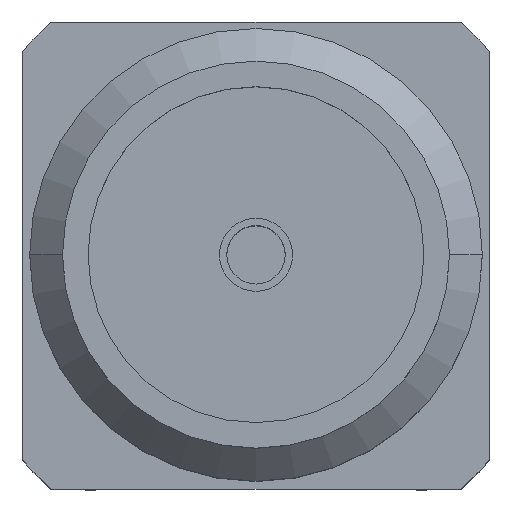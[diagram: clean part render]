
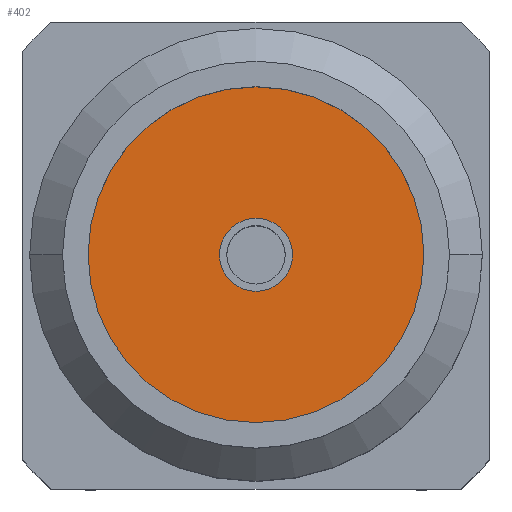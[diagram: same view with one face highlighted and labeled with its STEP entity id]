
A CAD part, top view. The second image highlights one B-rep face of the part: STEP entity #402.
In plain terms, the highlighted planar face has unit normal (0, 0, 1).
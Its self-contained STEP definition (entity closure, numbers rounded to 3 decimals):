
#248=CARTESIAN_POINT('',(2.3,0.,8.3));
#249=VERTEX_POINT('',#248);
#258=CARTESIAN_POINT('',(-2.3,0.,8.3));
#259=VERTEX_POINT('',#258);
#260=CARTESIAN_POINT('',(0.,0.,8.3));
#261=DIRECTION('',(0.0,0.0,1.0));
#262=DIRECTION('',(1.0,0.0,0.0));
#263=AXIS2_PLACEMENT_3D('',#260,#261,#262);
#264=CIRCLE('',#263,2.3);
#265=EDGE_CURVE('',#259,#249,#264,.T.);
#292=CARTESIAN_POINT('',(0.5,0.,8.3));
#293=VERTEX_POINT('',#292);
#309=CARTESIAN_POINT('',(-0.5,0.,8.3));
#310=VERTEX_POINT('',#309);
#317=CARTESIAN_POINT('',(0.,0.,8.3));
#318=DIRECTION('',(0.0,0.0,-1.0));
#319=DIRECTION('',(1.0,0.0,0.0));
#320=AXIS2_PLACEMENT_3D('',#317,#318,#319);
#321=CIRCLE('',#320,0.5);
#322=EDGE_CURVE('',#293,#310,#321,.T.);
#333=CARTESIAN_POINT('',(0.,0.,8.3));
#334=DIRECTION('',(0.0,0.0,-1.0));
#335=DIRECTION('',(1.0,0.0,0.0));
#336=AXIS2_PLACEMENT_3D('',#333,#334,#335);
#337=CIRCLE('',#336,0.5);
#338=EDGE_CURVE('',#310,#293,#337,.T.);
#365=CARTESIAN_POINT('',(0.,0.,8.3));
#366=DIRECTION('',(0.0,0.0,1.0));
#367=DIRECTION('',(1.0,0.0,0.0));
#368=AXIS2_PLACEMENT_3D('',#365,#366,#367);
#369=CIRCLE('',#368,2.3);
#370=EDGE_CURVE('',#249,#259,#369,.T.);
#389=CARTESIAN_POINT('',(0.,0.,8.3));
#390=DIRECTION('',(0.0,0.0,1.0));
#391=DIRECTION('',(1.0,0.0,0.0));
#392=AXIS2_PLACEMENT_3D('',#389,#390,#391);
#393=PLANE('',#392);
#394=ORIENTED_EDGE('',*,*,#370,.T.);
#395=ORIENTED_EDGE('',*,*,#265,.T.);
#396=EDGE_LOOP('',(#394,#395));
#397=FACE_OUTER_BOUND('',#396,.T.);
#398=ORIENTED_EDGE('',*,*,#322,.T.);
#399=ORIENTED_EDGE('',*,*,#338,.T.);
#400=EDGE_LOOP('',(#398,#399));
#401=FACE_BOUND('',#400,.T.);
#402=ADVANCED_FACE('',(#397,#401),#393,.T.);
